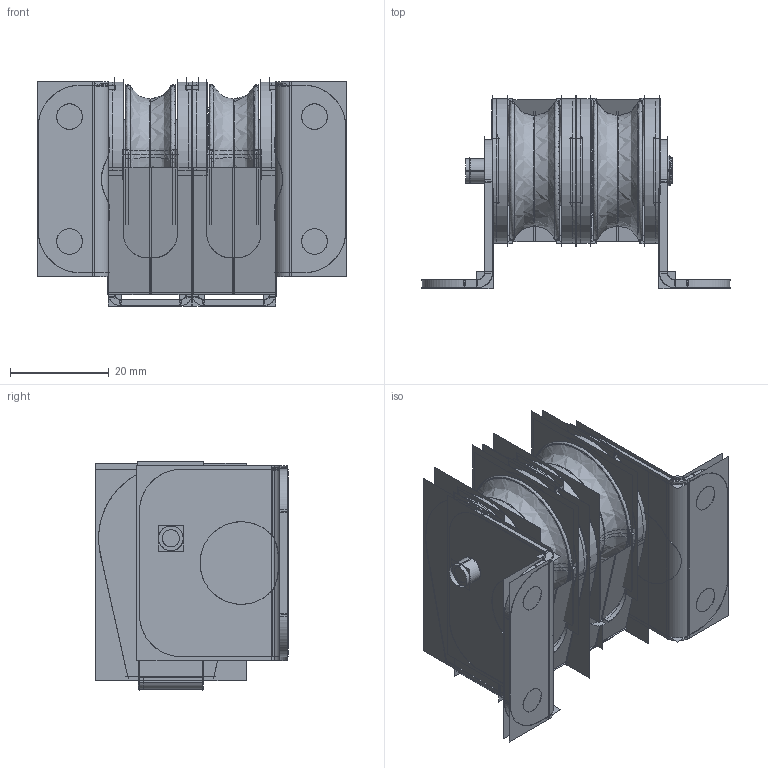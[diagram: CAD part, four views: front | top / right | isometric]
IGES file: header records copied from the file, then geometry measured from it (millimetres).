
Start section:  PTC IGES file: a4111.igs
Global section: file name: a4111.igs; native system: Creo Parametric by PTC Inc.; preprocessor: 2021284; author: Student; organization: Unknown; date: 20211201.114502; units: millimetre
Bounding box: 62.79 x 39.05 x 46.26 mm (x, y, z)
Surface area: 165655.6 mm2 (no closed solid volume)
Topology: 0 solids, 0 shells, 1130 faces, 16720 edges, 21672 vertices
Faces by surface type: revolution 676, bspline 454
